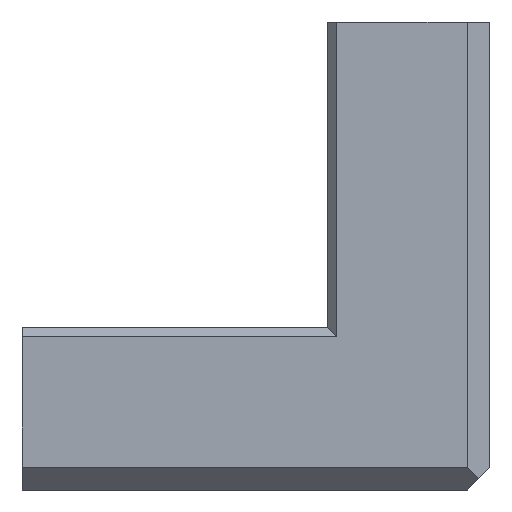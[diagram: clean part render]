
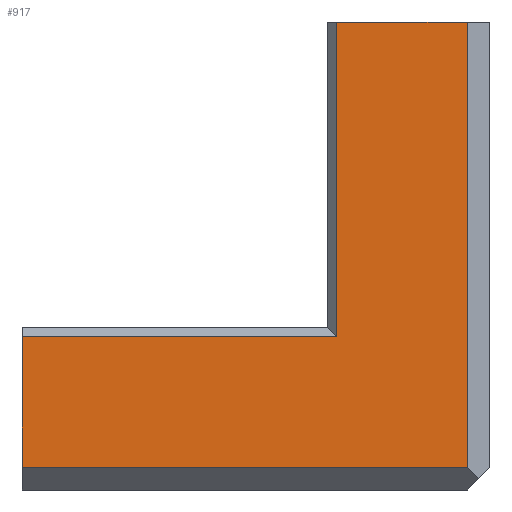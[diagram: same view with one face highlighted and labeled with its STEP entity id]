
A CAD part, front view. The second image highlights one B-rep face of the part: STEP entity #917.
In plain terms, the highlighted planar face has unit normal (0, -1, 0).
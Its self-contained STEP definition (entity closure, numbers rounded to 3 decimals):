
#39=PLANE('',#1000);
#86=FACE_OUTER_BOUND('',#138,.T.);
#138=EDGE_LOOP('',(#714,#715,#716,#717,#718,#719));
#204=LINE('',#1367,#311);
#216=LINE('',#1390,#323);
#219=LINE('',#1396,#326);
#222=LINE('',#1402,#329);
#225=LINE('',#1408,#332);
#226=LINE('',#1409,#333);
#311=VECTOR('',#1124,10.);
#323=VECTOR('',#1138,10.);
#326=VECTOR('',#1143,10.);
#329=VECTOR('',#1148,10.);
#332=VECTOR('',#1153,10.);
#333=VECTOR('',#1154,10.);
#449=VERTEX_POINT('',#1365);
#450=VERTEX_POINT('',#1366);
#460=VERTEX_POINT('',#1389);
#462=VERTEX_POINT('',#1395);
#464=VERTEX_POINT('',#1401);
#466=VERTEX_POINT('',#1407);
#543=EDGE_CURVE('',#449,#450,#204,.T.);
#555=EDGE_CURVE('',#450,#460,#216,.T.);
#558=EDGE_CURVE('',#462,#449,#219,.T.);
#561=EDGE_CURVE('',#464,#462,#222,.T.);
#564=EDGE_CURVE('',#466,#464,#225,.T.);
#565=EDGE_CURVE('',#460,#466,#226,.T.);
#714=ORIENTED_EDGE('',*,*,#543,.F.);
#715=ORIENTED_EDGE('',*,*,#558,.F.);
#716=ORIENTED_EDGE('',*,*,#561,.F.);
#717=ORIENTED_EDGE('',*,*,#564,.F.);
#718=ORIENTED_EDGE('',*,*,#565,.F.);
#719=ORIENTED_EDGE('',*,*,#555,.F.);
#917=ADVANCED_FACE('',(#86),#39,.T.);
#1000=AXIS2_PLACEMENT_3D('',#1406,#1151,#1152);
#1124=DIRECTION('',(0.,0.,1.));
#1138=DIRECTION('',(1.,0.,0.));
#1143=DIRECTION('',(-1.,0.,0.));
#1148=DIRECTION('',(0.,0.,-1.));
#1151=DIRECTION('center_axis',(0.,-1.,0.));
#1152=DIRECTION('ref_axis',(0.,0.,-1.));
#1153=DIRECTION('',(1.,0.,0.));
#1154=DIRECTION('',(0.,0.,1.));
#1365=CARTESIAN_POINT('',(-84.9,-14.853,-177.953));
#1366=CARTESIAN_POINT('',(-84.9,-14.853,-149.247));
#1367=CARTESIAN_POINT('',(-84.9,-14.853,-158.704));
#1389=CARTESIAN_POINT('',(-15.853,-14.853,-149.247));
#1390=CARTESIAN_POINT('',(-145.935,-14.853,-149.247));
#1395=CARTESIAN_POINT('',(12.853,-14.853,-177.953));
#1396=CARTESIAN_POINT('',(-11.585,-14.853,-177.953));
#1401=CARTESIAN_POINT('',(12.853,-14.853,-80.2));
#1402=CARTESIAN_POINT('',(12.853,-14.853,-104.638));
#1406=CARTESIAN_POINT('Origin',(-36.024,-14.853,-129.077));
#1407=CARTESIAN_POINT('',(-15.853,-14.853,-80.2));
#1408=CARTESIAN_POINT('',(-18.012,-14.853,-80.2));
#1409=CARTESIAN_POINT('',(-15.853,-14.853,-152.254));
